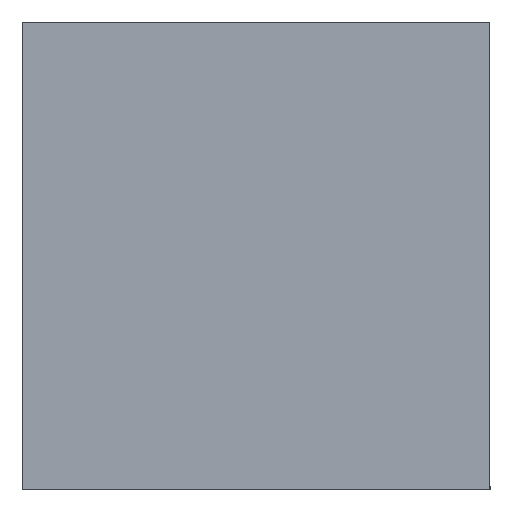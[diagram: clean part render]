
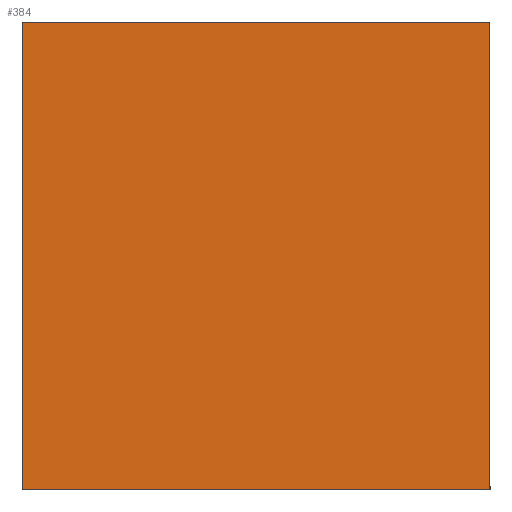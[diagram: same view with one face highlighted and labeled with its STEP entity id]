
A CAD part, left-side view. The second image highlights one B-rep face of the part: STEP entity #384.
In plain terms, the highlighted free-form (B-spline) face has degree [2, 1] with [3, 2] control points.
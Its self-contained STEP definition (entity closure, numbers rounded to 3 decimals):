
#46=FACE_OUTER_BOUND('',#62,.T.);
#62=EDGE_LOOP('',(#296,#297,#298,#299));
#80=B_SPLINE_CURVE_WITH_KNOTS('',2,(#448,#449,#450),.UNSPECIFIED.,.F.,.F.,
(3,3),(0.,1.),.UNSPECIFIED.);
#81=B_SPLINE_CURVE_WITH_KNOTS('',1,(#452,#453),.UNSPECIFIED.,.F.,.F.,(2,
2),(0.,1.),.UNSPECIFIED.);
#82=B_SPLINE_CURVE_WITH_KNOTS('',2,(#455,#456,#457),.UNSPECIFIED.,.F.,.F.,
(3,3),(0.,1.),.UNSPECIFIED.);
#83=B_SPLINE_CURVE_WITH_KNOTS('',1,(#458,#459),.UNSPECIFIED.,.F.,.F.,(2,
2),(0.,1.),.UNSPECIFIED.);
#152=VERTEX_POINT('',#446);
#153=VERTEX_POINT('',#447);
#154=VERTEX_POINT('',#451);
#155=VERTEX_POINT('',#454);
#224=EDGE_CURVE('',#152,#153,#80,.T.);
#225=EDGE_CURVE('',#153,#154,#81,.T.);
#226=EDGE_CURVE('',#155,#154,#82,.T.);
#227=EDGE_CURVE('',#152,#155,#83,.T.);
#296=ORIENTED_EDGE('',*,*,#224,.T.);
#297=ORIENTED_EDGE('',*,*,#225,.T.);
#298=ORIENTED_EDGE('',*,*,#226,.F.);
#299=ORIENTED_EDGE('',*,*,#227,.F.);
#368=B_SPLINE_SURFACE_WITH_KNOTS('',2,1,((#440,#441),(#442,#443),(#444,
#445)),.UNSPECIFIED.,.F.,.F.,.F.,(3,3),(2,2),(0.,1.),(0.,1.),
 .UNSPECIFIED.);
#384=ADVANCED_FACE('',(#46),#368,.T.);
#440=CARTESIAN_POINT('Ctrl Pts',(28.284,482.297,84.964));
#441=CARTESIAN_POINT('Ctrl Pts',(28.284,482.297,216.964));
#442=CARTESIAN_POINT('Ctrl Pts',(28.284,548.296,84.964));
#443=CARTESIAN_POINT('Ctrl Pts',(28.284,548.296,216.964));
#444=CARTESIAN_POINT('Ctrl Pts',(28.284,614.296,84.964));
#445=CARTESIAN_POINT('Ctrl Pts',(28.284,614.296,216.964));
#446=CARTESIAN_POINT('',(28.284,482.297,84.964));
#447=CARTESIAN_POINT('',(28.284,614.296,84.964));
#448=CARTESIAN_POINT('Ctrl Pts',(28.284,482.297,84.964));
#449=CARTESIAN_POINT('Ctrl Pts',(28.284,548.296,84.964));
#450=CARTESIAN_POINT('Ctrl Pts',(28.284,614.296,84.964));
#451=CARTESIAN_POINT('',(28.284,614.296,216.964));
#452=CARTESIAN_POINT('Ctrl Pts',(28.284,614.296,84.964));
#453=CARTESIAN_POINT('Ctrl Pts',(28.284,614.296,216.964));
#454=CARTESIAN_POINT('',(28.284,482.297,216.964));
#455=CARTESIAN_POINT('Ctrl Pts',(28.284,482.297,216.964));
#456=CARTESIAN_POINT('Ctrl Pts',(28.284,548.296,216.964));
#457=CARTESIAN_POINT('Ctrl Pts',(28.284,614.296,216.964));
#458=CARTESIAN_POINT('Ctrl Pts',(28.284,482.297,84.964));
#459=CARTESIAN_POINT('Ctrl Pts',(28.284,482.297,216.964));
